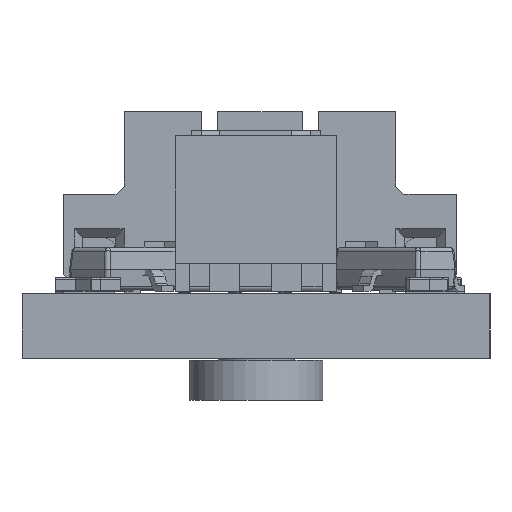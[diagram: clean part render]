
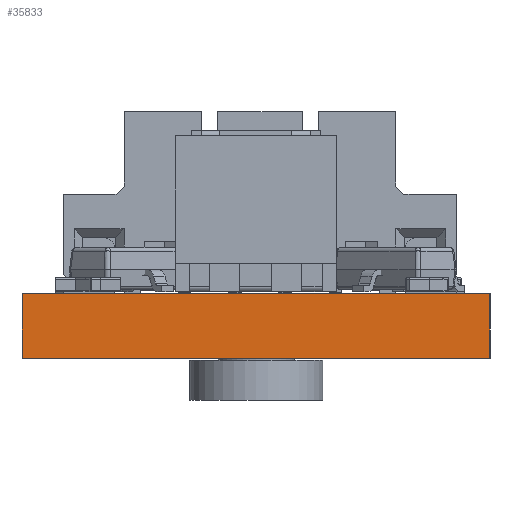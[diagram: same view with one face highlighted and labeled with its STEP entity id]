
A CAD part, left-side view. The second image highlights one B-rep face of the part: STEP entity #35833.
In plain terms, the highlighted planar face has unit normal (-1, 0, 0).
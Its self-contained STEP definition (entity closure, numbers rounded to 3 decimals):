
#35652 = PLANE('',#35653);
#35653 = AXIS2_PLACEMENT_3D('',#35654,#35655,#35656);
#35654 = CARTESIAN_POINT('',(179.36,-93.43,0.));
#35655 = DIRECTION('',(0.,-1.,0.));
#35656 = DIRECTION('',(-1.,0.,0.));
#35677 = VERTEX_POINT('',#35678);
#35678 = CARTESIAN_POINT('',(157.36,-93.43,1.6));
#35692 = PLANE('',#35693);
#35693 = AXIS2_PLACEMENT_3D('',#35694,#35695,#35696);
#35694 = CARTESIAN_POINT('',(168.36,-87.62,1.6));
#35695 = DIRECTION('',(-0.,-0.,-1.));
#35696 = DIRECTION('',(-1.,0.,0.));
#35704 = EDGE_CURVE('',#35705,#35677,#35707,.T.);
#35705 = VERTEX_POINT('',#35706);
#35706 = CARTESIAN_POINT('',(157.36,-93.43,0.));
#35707 = SURFACE_CURVE('',#35708,(#35712,#35719),.PCURVE_S1.);
#35708 = LINE('',#35709,#35710);
#35709 = CARTESIAN_POINT('',(157.36,-93.43,0.));
#35710 = VECTOR('',#35711,1.);
#35711 = DIRECTION('',(0.,0.,1.));
#35712 = PCURVE('',#35652,#35713);
#35713 = DEFINITIONAL_REPRESENTATION('',(#35714),#35718);
#35714 = LINE('',#35715,#35716);
#35715 = CARTESIAN_POINT('',(22.,0.));
#35716 = VECTOR('',#35717,1.);
#35717 = DIRECTION('',(0.,-1.));
#35718 = ( GEOMETRIC_REPRESENTATION_CONTEXT(2) 
PARAMETRIC_REPRESENTATION_CONTEXT() REPRESENTATION_CONTEXT('2D SPACE',''
  ) );
#35719 = PCURVE('',#35720,#35725);
#35720 = PLANE('',#35721);
#35721 = AXIS2_PLACEMENT_3D('',#35722,#35723,#35724);
#35722 = CARTESIAN_POINT('',(157.36,-93.43,0.));
#35723 = DIRECTION('',(-1.,0.,0.));
#35724 = DIRECTION('',(0.,1.,0.));
#35725 = DEFINITIONAL_REPRESENTATION('',(#35726),#35730);
#35726 = LINE('',#35727,#35728);
#35727 = CARTESIAN_POINT('',(0.,0.));
#35728 = VECTOR('',#35729,1.);
#35729 = DIRECTION('',(0.,-1.));
#35730 = ( GEOMETRIC_REPRESENTATION_CONTEXT(2) 
PARAMETRIC_REPRESENTATION_CONTEXT() REPRESENTATION_CONTEXT('2D SPACE',''
  ) );
#35746 = PLANE('',#35747);
#35747 = AXIS2_PLACEMENT_3D('',#35748,#35749,#35750);
#35748 = CARTESIAN_POINT('',(168.36,-87.62,0.));
#35749 = DIRECTION('',(-0.,-0.,-1.));
#35750 = DIRECTION('',(-1.,0.,0.));
#35779 = PLANE('',#35780);
#35780 = AXIS2_PLACEMENT_3D('',#35781,#35782,#35783);
#35781 = CARTESIAN_POINT('',(157.36,-81.81,0.));
#35782 = DIRECTION('',(0.,1.,0.));
#35783 = DIRECTION('',(1.,0.,0.));
#35833 = ADVANCED_FACE('',(#35834),#35720,.T.);
#35834 = FACE_BOUND('',#35835,.T.);
#35835 = EDGE_LOOP('',(#35836,#35837,#35860,#35883));
#35836 = ORIENTED_EDGE('',*,*,#35704,.T.);
#35837 = ORIENTED_EDGE('',*,*,#35838,.T.);
#35838 = EDGE_CURVE('',#35677,#35839,#35841,.T.);
#35839 = VERTEX_POINT('',#35840);
#35840 = CARTESIAN_POINT('',(157.36,-81.81,1.6));
#35841 = SURFACE_CURVE('',#35842,(#35846,#35853),.PCURVE_S1.);
#35842 = LINE('',#35843,#35844);
#35843 = CARTESIAN_POINT('',(157.36,-93.43,1.6));
#35844 = VECTOR('',#35845,1.);
#35845 = DIRECTION('',(0.,1.,0.));
#35846 = PCURVE('',#35720,#35847);
#35847 = DEFINITIONAL_REPRESENTATION('',(#35848),#35852);
#35848 = LINE('',#35849,#35850);
#35849 = CARTESIAN_POINT('',(0.,-1.6));
#35850 = VECTOR('',#35851,1.);
#35851 = DIRECTION('',(1.,0.));
#35852 = ( GEOMETRIC_REPRESENTATION_CONTEXT(2) 
PARAMETRIC_REPRESENTATION_CONTEXT() REPRESENTATION_CONTEXT('2D SPACE',''
  ) );
#35853 = PCURVE('',#35692,#35854);
#35854 = DEFINITIONAL_REPRESENTATION('',(#35855),#35859);
#35855 = LINE('',#35856,#35857);
#35856 = CARTESIAN_POINT('',(11.,-5.81));
#35857 = VECTOR('',#35858,1.);
#35858 = DIRECTION('',(0.,1.));
#35859 = ( GEOMETRIC_REPRESENTATION_CONTEXT(2) 
PARAMETRIC_REPRESENTATION_CONTEXT() REPRESENTATION_CONTEXT('2D SPACE',''
  ) );
#35860 = ORIENTED_EDGE('',*,*,#35861,.F.);
#35861 = EDGE_CURVE('',#35862,#35839,#35864,.T.);
#35862 = VERTEX_POINT('',#35863);
#35863 = CARTESIAN_POINT('',(157.36,-81.81,0.));
#35864 = SURFACE_CURVE('',#35865,(#35869,#35876),.PCURVE_S1.);
#35865 = LINE('',#35866,#35867);
#35866 = CARTESIAN_POINT('',(157.36,-81.81,0.));
#35867 = VECTOR('',#35868,1.);
#35868 = DIRECTION('',(0.,0.,1.));
#35869 = PCURVE('',#35720,#35870);
#35870 = DEFINITIONAL_REPRESENTATION('',(#35871),#35875);
#35871 = LINE('',#35872,#35873);
#35872 = CARTESIAN_POINT('',(11.62,0.));
#35873 = VECTOR('',#35874,1.);
#35874 = DIRECTION('',(0.,-1.));
#35875 = ( GEOMETRIC_REPRESENTATION_CONTEXT(2) 
PARAMETRIC_REPRESENTATION_CONTEXT() REPRESENTATION_CONTEXT('2D SPACE',''
  ) );
#35876 = PCURVE('',#35779,#35877);
#35877 = DEFINITIONAL_REPRESENTATION('',(#35878),#35882);
#35878 = LINE('',#35879,#35880);
#35879 = CARTESIAN_POINT('',(0.,0.));
#35880 = VECTOR('',#35881,1.);
#35881 = DIRECTION('',(0.,-1.));
#35882 = ( GEOMETRIC_REPRESENTATION_CONTEXT(2) 
PARAMETRIC_REPRESENTATION_CONTEXT() REPRESENTATION_CONTEXT('2D SPACE',''
  ) );
#35883 = ORIENTED_EDGE('',*,*,#35884,.F.);
#35884 = EDGE_CURVE('',#35705,#35862,#35885,.T.);
#35885 = SURFACE_CURVE('',#35886,(#35890,#35897),.PCURVE_S1.);
#35886 = LINE('',#35887,#35888);
#35887 = CARTESIAN_POINT('',(157.36,-93.43,0.));
#35888 = VECTOR('',#35889,1.);
#35889 = DIRECTION('',(0.,1.,0.));
#35890 = PCURVE('',#35720,#35891);
#35891 = DEFINITIONAL_REPRESENTATION('',(#35892),#35896);
#35892 = LINE('',#35893,#35894);
#35893 = CARTESIAN_POINT('',(0.,0.));
#35894 = VECTOR('',#35895,1.);
#35895 = DIRECTION('',(1.,0.));
#35896 = ( GEOMETRIC_REPRESENTATION_CONTEXT(2) 
PARAMETRIC_REPRESENTATION_CONTEXT() REPRESENTATION_CONTEXT('2D SPACE',''
  ) );
#35897 = PCURVE('',#35746,#35898);
#35898 = DEFINITIONAL_REPRESENTATION('',(#35899),#35903);
#35899 = LINE('',#35900,#35901);
#35900 = CARTESIAN_POINT('',(11.,-5.81));
#35901 = VECTOR('',#35902,1.);
#35902 = DIRECTION('',(0.,1.));
#35903 = ( GEOMETRIC_REPRESENTATION_CONTEXT(2) 
PARAMETRIC_REPRESENTATION_CONTEXT() REPRESENTATION_CONTEXT('2D SPACE',''
  ) );
